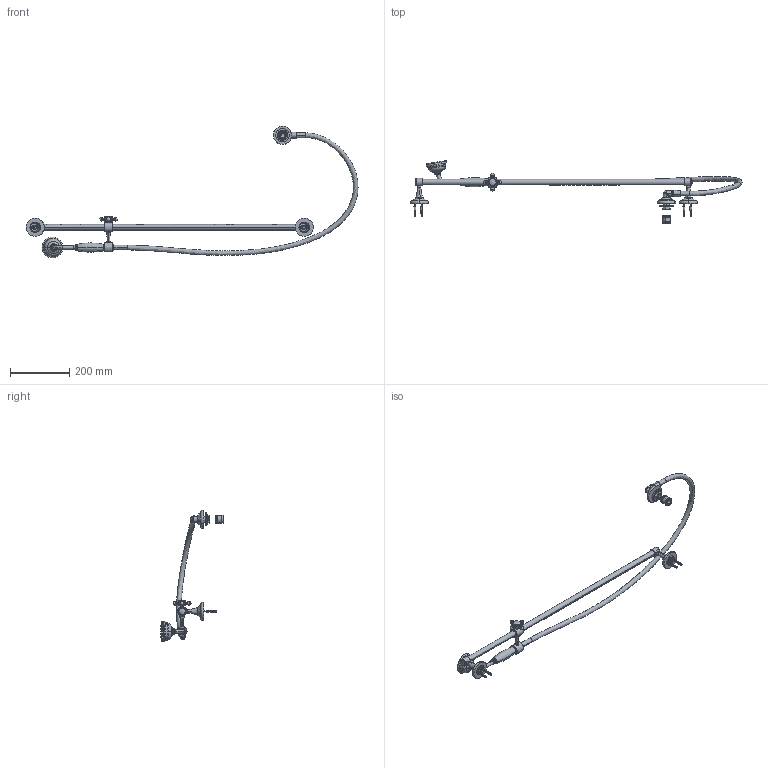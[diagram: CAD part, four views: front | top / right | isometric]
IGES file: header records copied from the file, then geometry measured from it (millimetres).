
Global section: file name: No Iges File Name specified; native system: Autodesk Inventor 2010; preprocessor: AutoDesk Inventor Iges Exporter R2010; author: adaniels; date: 20101126.132053; units: millimetre
Bounding box: 1118.06 x 211.22 x 444.03 mm (x, y, z)
Volume: 637455.3 mm3; surface area: 322156 mm2
Topology: 49 solids, 49 shells, 1745 faces, 4433 edges, 2691 vertices
Faces by surface type: bspline 631, plane 490, revolution 230, cylinder 177, torus 112, cone 88, sphere 17
